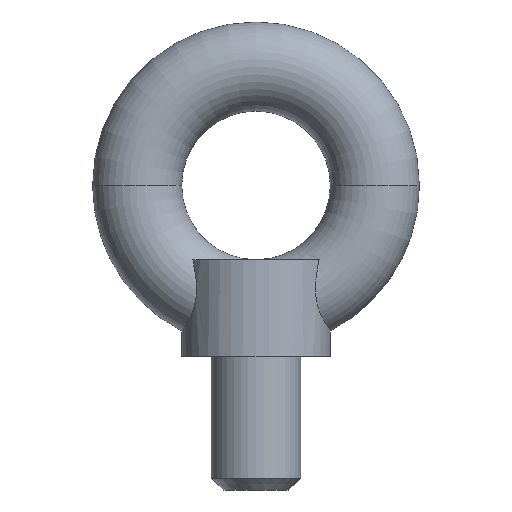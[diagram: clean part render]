
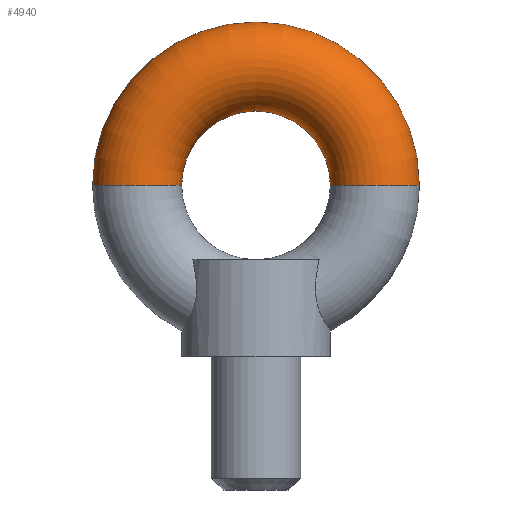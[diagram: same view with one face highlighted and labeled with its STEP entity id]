
A CAD part, front view. The second image highlights one B-rep face of the part: STEP entity #4940.
In plain terms, the highlighted toroidal (fillet/blend) face has major radius 8 mm and minor radius 3 mm.
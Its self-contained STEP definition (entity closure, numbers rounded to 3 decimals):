
#3060=CARTESIAN_POINT('',(0.,0.,11.5
));
#3070=DIRECTION('',(0.,-1.,0.));
#3080=DIRECTION('',(-1.,0.,0.));
#3090=AXIS2_PLACEMENT_3D('',#3060,#3070,#3080);
#3100=CIRCLE('',#3090,5.);
#3110=CARTESIAN_POINT('',(-5.,0.,11.5));
#3120=VERTEX_POINT('',#3110);
#3200=CARTESIAN_POINT('',(-11.,0.,11.5));
#3210=VERTEX_POINT('',#3200);
#3240=CARTESIAN_POINT('',(0.,0.,11.5
));
#3250=DIRECTION('',(0.,-1.,0.));
#3260=DIRECTION('',(-1.,0.,0.));
#3270=AXIS2_PLACEMENT_3D('',#3240,#3250,#3260);
#3280=CIRCLE('',#3270,11.);
#4280=CARTESIAN_POINT('',(5.,0.,11.5));
#4290=VERTEX_POINT('',#4280);
#4320=CARTESIAN_POINT('',(8.,0.,11.5));
#4330=DIRECTION('',(-0.,0.,1.));
#4340=DIRECTION('',(1.,0.,0.));
#4350=AXIS2_PLACEMENT_3D('',#4320,#4330,#4340);
#4360=CIRCLE('',#4350,3.);
#4370=CARTESIAN_POINT('',(11.,0.,11.5));
#4380=VERTEX_POINT('',#4370);
#4390=EDGE_CURVE('',#4290,#4380,#4360,.T.);
#4530=EDGE_CURVE('',#4290,#3120,#3100,.T.);
#4620=EDGE_CURVE('',#4380,#3210,#3280,.T.);
#4770=CARTESIAN_POINT('',(0.,0.,11.5
));
#4780=DIRECTION('',(0.,-1.,0.));
#4790=DIRECTION('',(-1.,0.,0.));
#4800=AXIS2_PLACEMENT_3D('',#4770,#4780,#4790);
#4810=TOROIDAL_SURFACE('',#4800,8.,3.);
#4820=ORIENTED_EDGE('',*,*,#4620,.T.);
#4830=ORIENTED_EDGE('',*,*,#4390,.T.);
#4840=ORIENTED_EDGE('',*,*,#4530,.F.);
#4850=CARTESIAN_POINT('',(-8.,0.,11.5));
#4860=DIRECTION('',(0.,0.,-1.));
#4870=DIRECTION('',(-1.,0.,0.));
#4880=AXIS2_PLACEMENT_3D('',#4850,#4860,#4870);
#4890=CIRCLE('',#4880,3.);
#4900=EDGE_CURVE('',#3120,#3210,#4890,.T.);
#4910=ORIENTED_EDGE('',*,*,#4900,.F.);
#4920=EDGE_LOOP('',(#4910,#4840,#4830,#4820));
#4930=FACE_OUTER_BOUND('',#4920,.T.);
#4940=ADVANCED_FACE('',(#4930),#4810,.T.);
